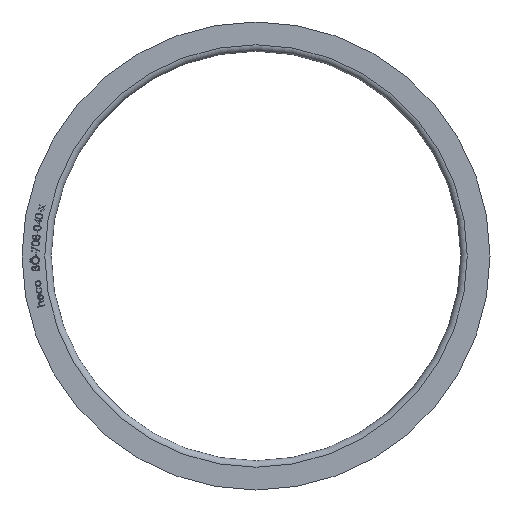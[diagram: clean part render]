
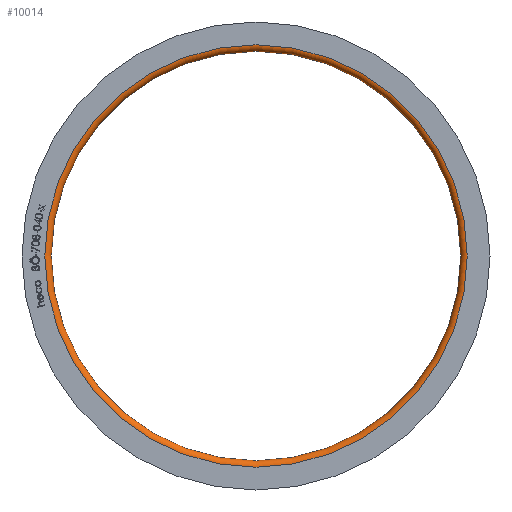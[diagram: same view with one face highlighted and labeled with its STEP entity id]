
A CAD part, left-side view. The second image highlights one B-rep face of the part: STEP entity #10014.
In plain terms, the highlighted toroidal (fillet/blend) face has major radius 361 mm and minor radius 11 mm.
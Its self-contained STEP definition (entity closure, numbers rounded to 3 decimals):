
#363 = DIRECTION ( 'NONE',  ( 0., 0., 1. ) ) ;
#373 = DIRECTION ( 'NONE',  ( -1., 0., 0. ) ) ;
#846 = VERTEX_POINT ( 'NONE', #983 ) ;
#983 = CARTESIAN_POINT ( 'NONE',  ( 11., 0., 350. ) ) ;
#1954 = CIRCLE ( 'NONE', #10512, 361. ) ;
#2941 = ORIENTED_EDGE ( 'NONE', *, *, #6164, .F. ) ;
#3715 = EDGE_CURVE ( 'NONE', #8933, #8933, #1954, .T. ) ;
#3847 = CARTESIAN_POINT ( 'NONE',  ( 11., 0., 0. ) ) ;
#3851 = EDGE_LOOP ( 'NONE', ( #2941 ) ) ;
#6164 = EDGE_CURVE ( 'NONE', #846, #846, #8850, .T. ) ;
#6462 = FACE_OUTER_BOUND ( 'NONE', #12303, .T. ) ;
#6619 = DIRECTION ( 'NONE',  ( -1., 0., 0. ) ) ;
#6656 = TOROIDAL_SURFACE ( 'NONE', #11541, 361., 11. ) ;
#6804 = CARTESIAN_POINT ( 'NONE',  ( 0., 0., 361. ) ) ;
#8235 = DIRECTION ( 'NONE',  ( 0., 0., 1. ) ) ;
#8850 = CIRCLE ( 'NONE', #14685, 350. ) ;
#8933 = VERTEX_POINT ( 'NONE', #6804 ) ;
#8952 = ORIENTED_EDGE ( 'NONE', *, *, #3715, .T. ) ;
#9043 = FACE_OUTER_BOUND ( 'NONE', #3851, .T. ) ;
#10014 = ADVANCED_FACE ( 'NONE', ( #9043, #6462 ), #6656, .T. ) ;
#10512 = AXIS2_PLACEMENT_3D ( 'NONE', #10848, #373, #8235 ) ;
#10848 = CARTESIAN_POINT ( 'NONE',  ( 0., 0., 0. ) ) ;
#11541 = AXIS2_PLACEMENT_3D ( 'NONE', #14802, #6619, #14726 ) ;
#12303 = EDGE_LOOP ( 'NONE', ( #8952 ) ) ;
#13293 = DIRECTION ( 'NONE',  ( -1., 0., 0. ) ) ;
#14685 = AXIS2_PLACEMENT_3D ( 'NONE', #3847, #13293, #363 ) ;
#14726 = DIRECTION ( 'NONE',  ( 0., 0., 1. ) ) ;
#14802 = CARTESIAN_POINT ( 'NONE',  ( 11., 0., 0. ) ) ;
